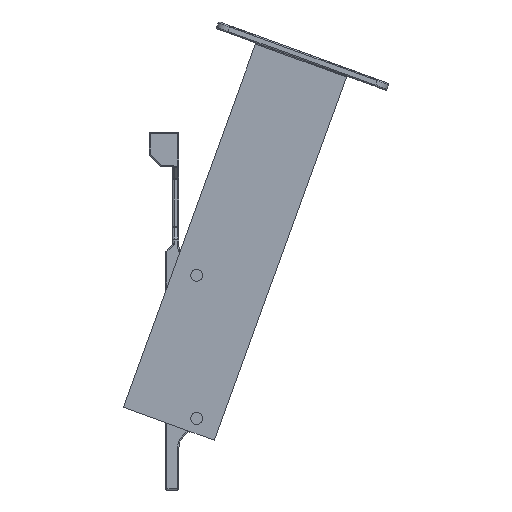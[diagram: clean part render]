
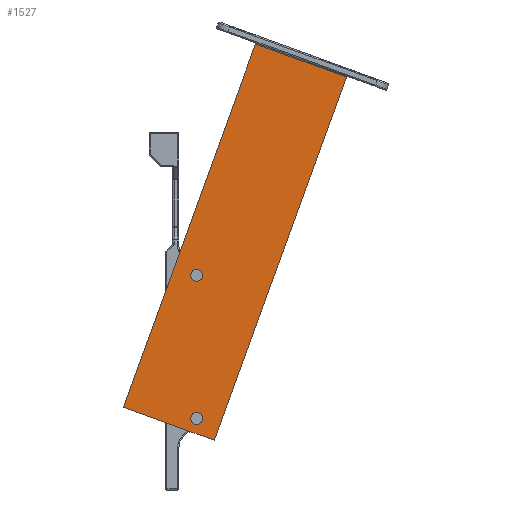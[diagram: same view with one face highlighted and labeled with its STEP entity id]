
A CAD part, left-side view. The second image highlights one B-rep face of the part: STEP entity #1527.
In plain terms, the highlighted face is planar.
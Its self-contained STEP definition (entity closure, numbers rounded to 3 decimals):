
#68 = EDGE_CURVE ( 'NONE', #8153, #7646, #1294, .T. ) ;
#90 = LINE ( 'NONE', #6279, #2275 ) ;
#237 = VERTEX_POINT ( 'NONE', #7003 ) ;
#525 = FACE_BOUND ( 'NONE', #3803, .T. ) ;
#553 = ORIENTED_EDGE ( 'NONE', *, *, #5105, .F. ) ;
#713 = DIRECTION ( 'NONE',  ( 0., 0., -1. ) ) ;
#731 = EDGE_CURVE ( 'NONE', #10165, #237, #8829, .T. ) ;
#800 = CARTESIAN_POINT ( 'NONE',  ( 20., 0., 5. ) ) ;
#881 = LINE ( 'NONE', #7123, #5468 ) ;
#1120 = CIRCLE ( 'NONE', #7199, 5. ) ;
#1125 = DIRECTION ( 'NONE',  ( 1., 0., 0. ) ) ;
#1205 = VERTEX_POINT ( 'NONE', #2766 ) ;
#1254 = AXIS2_PLACEMENT_3D ( 'NONE', #7786, #3866, #9478 ) ;
#1294 = LINE ( 'NONE', #9135, #8393 ) ;
#1453 = CIRCLE ( 'NONE', #7855, 5. ) ;
#1523 = EDGE_LOOP ( 'NONE', ( #7408, #6812, #2918, #3681 ) ) ;
#1527 = ADVANCED_FACE ( 'NONE', ( #9998, #525, #3666 ), #4380, .T. ) ;
#1541 = LINE ( 'NONE', #8500, #5291 ) ;
#1632 = CARTESIAN_POINT ( 'NONE',  ( 20., -199., 61.042 ) ) ;
#1857 = CARTESIAN_POINT ( 'NONE',  ( 20., -199., -20. ) ) ;
#2050 = ORIENTED_EDGE ( 'NONE', *, *, #6981, .F. ) ;
#2064 = CARTESIAN_POINT ( 'NONE',  ( 20., -200., -20. ) ) ;
#2074 = CARTESIAN_POINT ( 'NONE',  ( 20., 0., 0. ) ) ;
#2120 = DIRECTION ( 'NONE',  ( 0., 1., 0. ) ) ;
#2258 = DIRECTION ( 'NONE',  ( 0., 0., -1. ) ) ;
#2275 = VECTOR ( 'NONE', #713, 1000. ) ;
#2733 = EDGE_CURVE ( 'NONE', #9952, #4018, #881, .T. ) ;
#2766 = CARTESIAN_POINT ( 'NONE',  ( 20., 0., -5. ) ) ;
#2918 = ORIENTED_EDGE ( 'NONE', *, *, #68, .T. ) ;
#2934 = CARTESIAN_POINT ( 'NONE',  ( 20., 112.763, 41.042 ) ) ;
#3134 = CIRCLE ( 'NONE', #5612, 5. ) ;
#3485 = DIRECTION ( 'NONE',  ( 0., 0., -1. ) ) ;
#3555 = ORIENTED_EDGE ( 'NONE', *, *, #4418, .F. ) ;
#3666 = FACE_OUTER_BOUND ( 'NONE', #1523, .T. ) ;
#3681 = ORIENTED_EDGE ( 'NONE', *, *, #4484, .F. ) ;
#3803 = EDGE_LOOP ( 'NONE', ( #4502, #3555 ) ) ;
#3866 = DIRECTION ( 'NONE',  ( 1., 0., 0. ) ) ;
#4018 = VERTEX_POINT ( 'NONE', #7535 ) ;
#4380 = PLANE ( 'NONE',  #4397 ) ;
#4397 = AXIS2_PLACEMENT_3D ( 'NONE', #2064, #6856, #6170 ) ;
#4418 = EDGE_CURVE ( 'NONE', #237, #10165, #3134, .T. ) ;
#4484 = EDGE_CURVE ( 'NONE', #4018, #7646, #1541, .T. ) ;
#4502 = ORIENTED_EDGE ( 'NONE', *, *, #731, .F. ) ;
#4866 = VERTEX_POINT ( 'NONE', #800 ) ;
#5105 = EDGE_CURVE ( 'NONE', #1205, #4866, #1120, .T. ) ;
#5168 = EDGE_LOOP ( 'NONE', ( #553, #2050 ) ) ;
#5291 = VECTOR ( 'NONE', #2258, 1000. ) ;
#5468 = VECTOR ( 'NONE', #9600, 1000. ) ;
#5612 = AXIS2_PLACEMENT_3D ( 'NONE', #2934, #7725, #8642 ) ;
#5644 = EDGE_CURVE ( 'NONE', #9952, #8153, #90, .T. ) ;
#6087 = DIRECTION ( 'NONE',  ( 0., 0., -1. ) ) ;
#6129 = CARTESIAN_POINT ( 'NONE',  ( 20., 125., -20. ) ) ;
#6170 = DIRECTION ( 'NONE',  ( 0., 0., -1. ) ) ;
#6279 = CARTESIAN_POINT ( 'NONE',  ( 20., -199., -20. ) ) ;
#6812 = ORIENTED_EDGE ( 'NONE', *, *, #5644, .T. ) ;
#6856 = DIRECTION ( 'NONE',  ( 1., 0., 0. ) ) ;
#6981 = EDGE_CURVE ( 'NONE', #4866, #1205, #1453, .T. ) ;
#7003 = CARTESIAN_POINT ( 'NONE',  ( 20., 112.763, 46.042 ) ) ;
#7123 = CARTESIAN_POINT ( 'NONE',  ( 20., -200., 61.042 ) ) ;
#7199 = AXIS2_PLACEMENT_3D ( 'NONE', #2074, #8513, #6087 ) ;
#7408 = ORIENTED_EDGE ( 'NONE', *, *, #2733, .F. ) ;
#7535 = CARTESIAN_POINT ( 'NONE',  ( 20., 125., 61.042 ) ) ;
#7646 = VERTEX_POINT ( 'NONE', #6129 ) ;
#7725 = DIRECTION ( 'NONE',  ( 1., 0., 0. ) ) ;
#7786 = CARTESIAN_POINT ( 'NONE',  ( 20., 112.763, 41.042 ) ) ;
#7855 = AXIS2_PLACEMENT_3D ( 'NONE', #9063, #1125, #3485 ) ;
#8079 = CARTESIAN_POINT ( 'NONE',  ( 20., 112.763, 36.042 ) ) ;
#8153 = VERTEX_POINT ( 'NONE', #1857 ) ;
#8393 = VECTOR ( 'NONE', #2120, 1000. ) ;
#8500 = CARTESIAN_POINT ( 'NONE',  ( 20., 125., -20. ) ) ;
#8513 = DIRECTION ( 'NONE',  ( 1., 0., 0. ) ) ;
#8642 = DIRECTION ( 'NONE',  ( 0., 0., -1. ) ) ;
#8829 = CIRCLE ( 'NONE', #1254, 5. ) ;
#9063 = CARTESIAN_POINT ( 'NONE',  ( 20., 0., 0. ) ) ;
#9135 = CARTESIAN_POINT ( 'NONE',  ( 20., -200., -20. ) ) ;
#9478 = DIRECTION ( 'NONE',  ( 0., 0., -1. ) ) ;
#9600 = DIRECTION ( 'NONE',  ( 0., 1., 0. ) ) ;
#9952 = VERTEX_POINT ( 'NONE', #1632 ) ;
#9998 = FACE_BOUND ( 'NONE', #5168, .T. ) ;
#10165 = VERTEX_POINT ( 'NONE', #8079 ) ;
